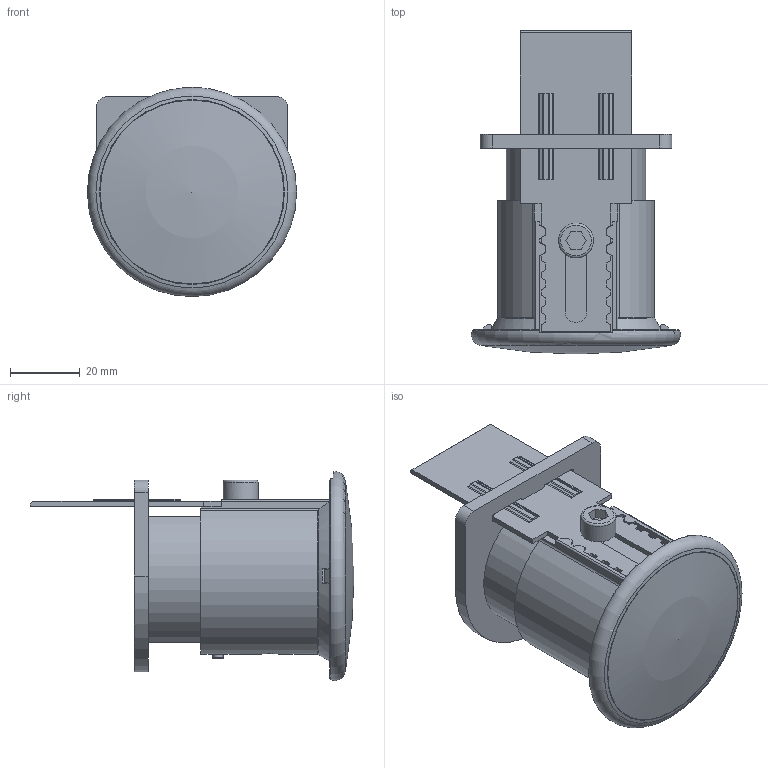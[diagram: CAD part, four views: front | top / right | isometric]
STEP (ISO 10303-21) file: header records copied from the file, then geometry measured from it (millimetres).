
FILE_DESCRIPTION( ( 'STEP AP214' ), '1' );
FILE_NAME( '0957409.stp', '2020-06-10T18:18:45', ( 'License CC BY-ND 4.0' ), ( 'CADENAS' ), ' ', 'PARTsolutions', ' ' );
FILE_SCHEMA( ( 'AUTOMOTIVE_DESIGN { 1 0 10303 214 1 1 1 1 }' ) );
Length unit declared in the file: millimetre
Products named in the file (4): 0957409; _0957409-base; _0957409-pb; _09574093
Assembly tree (3 placements, depth 2):
  0957409
    _0957409-base
    _0957409-pb
    _09574093
Bounding box: 59.99 x 92.88 x 59.99 mm (x, y, z)
Volume: 44778.2 mm3; surface area: 39954.3 mm2
Topology: 3 solids, 4 shells, 336 faces, 934 edges, 618 vertices
Faces by surface type: plane 204, cylinder 105, torus 19, cone 5, sphere 3
Full cylindrical faces by diameter (mm): 3 x1, 5.7 x1, 6 x1, 6.5 x1, 8 x2, 10 x2, 52.7 x1, 53 x1
Entity records: 13557 total; most frequent: CARTESIAN_POINT 2154, ORIENTED_EDGE 1794, DIRECTION 1781, EDGE_CURVE 897, LINE 625, VECTOR 625, VERTEX_POINT 611, AXIS2_PLACEMENT_3D 578
